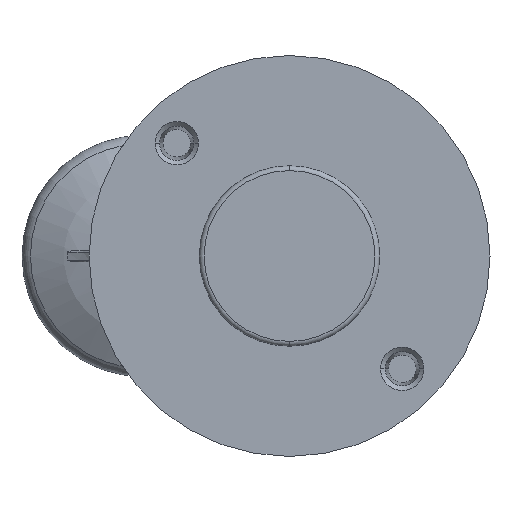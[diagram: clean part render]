
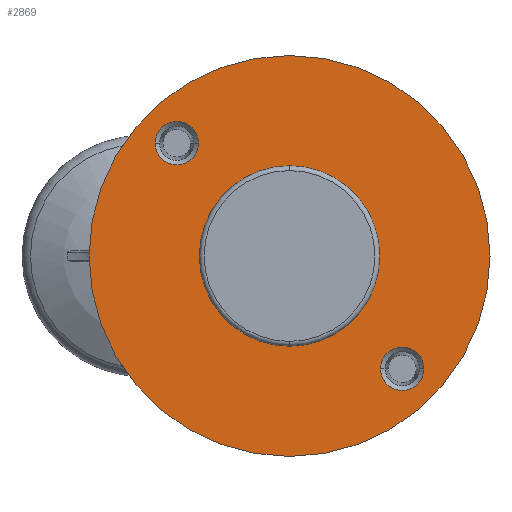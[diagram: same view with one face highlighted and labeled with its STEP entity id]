
A CAD part, front view. The second image highlights one B-rep face of the part: STEP entity #2869.
In plain terms, the highlighted planar face has unit normal (0, -1, 0).
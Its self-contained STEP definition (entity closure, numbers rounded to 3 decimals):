
#960=CARTESIAN_POINT('',(-22.872,-0.586,
72.115));
#961=DIRECTION('',(0.,-1.,0.));
#962=DIRECTION('',(0.,0.,1.));
#963=AXIS2_PLACEMENT_3D('',#960,#961,#962);
#965=CARTESIAN_POINT('',(-22.872,-0.586,
72.115));
#966=DIRECTION('',(0.,-1.,0.));
#967=DIRECTION('',(0.,0.,-1.));
#968=AXIS2_PLACEMENT_3D('',#965,#966,#967);
#970=CARTESIAN_POINT('',(-4.14,-0.586,
53.37));
#971=DIRECTION('',(0.,1.,0.));
#972=DIRECTION('',(1.,0.,0.));
#973=AXIS2_PLACEMENT_3D('',#970,#971,#972);
#975=CARTESIAN_POINT('',(-4.14,-0.586,
53.37));
#976=DIRECTION('',(0.,1.,0.));
#977=DIRECTION('',(-1.,0.,0.));
#978=AXIS2_PLACEMENT_3D('',#975,#976,#977);
#980=CARTESIAN_POINT('',(-41.604,-0.586,
90.86));
#981=DIRECTION('',(0.,1.,0.));
#982=DIRECTION('',(1.,0.,0.));
#983=AXIS2_PLACEMENT_3D('',#980,#981,#982);
#985=CARTESIAN_POINT('',(-41.604,-0.586,
90.86));
#986=DIRECTION('',(0.,1.,0.));
#987=DIRECTION('',(-1.,0.,0.));
#988=AXIS2_PLACEMENT_3D('',#985,#986,#987);
#990=CARTESIAN_POINT('',(-22.872,-0.586,
72.115));
#991=DIRECTION('',(0.,-1.,0.));
#992=DIRECTION('',(0.,0.,1.));
#993=AXIS2_PLACEMENT_3D('',#990,#991,#992);
#995=CARTESIAN_POINT('',(-22.872,-0.586,
72.115));
#996=DIRECTION('',(0.,-1.,0.));
#997=DIRECTION('',(0.,0.,-1.));
#998=AXIS2_PLACEMENT_3D('',#995,#996,#997);
#1110=CARTESIAN_POINT('',(-22.872,-0.586,
105.429));
#1112=VERTEX_POINT('',#1110);
#1114=CARTESIAN_POINT('',(-22.872,-0.586,
38.801));
#1115=VERTEX_POINT('',#1114);
#1122=CARTESIAN_POINT('',(-38.004,-0.586,
90.86));
#1123=CARTESIAN_POINT('',(-45.203,-0.586,
90.86));
#1124=VERTEX_POINT('',#1122);
#1125=VERTEX_POINT('',#1123);
#1134=CARTESIAN_POINT('',(-0.541,-0.586,
53.37));
#1135=CARTESIAN_POINT('',(-7.739,-0.586,
53.37));
#1136=VERTEX_POINT('',#1134);
#1137=VERTEX_POINT('',#1135);
#1150=CARTESIAN_POINT('',(-22.872,-0.586,
87.115));
#1151=CARTESIAN_POINT('',(-22.872,-0.586,
57.115));
#1152=VERTEX_POINT('',#1150);
#1153=VERTEX_POINT('',#1151);
#2842=CARTESIAN_POINT('',(-22.872,-0.586,
72.115));
#2843=DIRECTION('',(0.,1.,0.));
#2844=DIRECTION('',(0.,0.,1.));
#2845=AXIS2_PLACEMENT_3D('',#2842,#2843,#2844);
#2846=PLANE('',#2845);
#2847=ORIENTED_EDGE('',*,*,#2823,.F.);
#2848=ORIENTED_EDGE('',*,*,#2800,.F.);
#2849=EDGE_LOOP('',(#2847,#2848));
#2850=FACE_OUTER_BOUND('',#2849,.F.);
#2852=ORIENTED_EDGE('',*,*,#2851,.F.);
#2854=ORIENTED_EDGE('',*,*,#2853,.F.);
#2855=EDGE_LOOP('',(#2852,#2854));
#2856=FACE_BOUND('',#2855,.F.);
#2858=ORIENTED_EDGE('',*,*,#2857,.F.);
#2860=ORIENTED_EDGE('',*,*,#2859,.F.);
#2861=EDGE_LOOP('',(#2858,#2860));
#2862=FACE_BOUND('',#2861,.F.);
#2864=ORIENTED_EDGE('',*,*,#2863,.T.);
#2866=ORIENTED_EDGE('',*,*,#2865,.T.);
#2867=EDGE_LOOP('',(#2864,#2866));
#2868=FACE_BOUND('',#2867,.F.);
#964=CIRCLE('',#963,33.314);
#969=CIRCLE('',#968,33.314);
#974=CIRCLE('',#973,3.599);
#979=CIRCLE('',#978,3.599);
#984=CIRCLE('',#983,3.599);
#989=CIRCLE('',#988,3.599);
#994=CIRCLE('',#993,15.);
#999=CIRCLE('',#998,15.);
#2800=EDGE_CURVE('',#1115,#1112,#969,.T.);
#2823=EDGE_CURVE('',#1112,#1115,#964,.T.);
#2851=EDGE_CURVE('',#1136,#1137,#974,.T.);
#2853=EDGE_CURVE('',#1137,#1136,#979,.T.);
#2857=EDGE_CURVE('',#1124,#1125,#984,.T.);
#2859=EDGE_CURVE('',#1125,#1124,#989,.T.);
#2863=EDGE_CURVE('',#1152,#1153,#994,.T.);
#2865=EDGE_CURVE('',#1153,#1152,#999,.T.);
#2869=ADVANCED_FACE('',(#2850,#2856,#2862,#2868),#2846,.F.);
